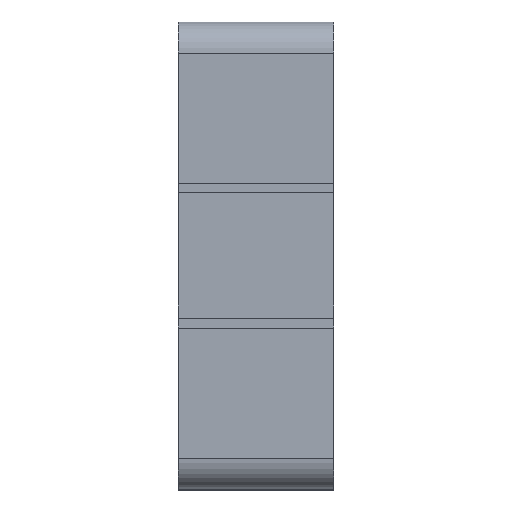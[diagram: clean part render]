
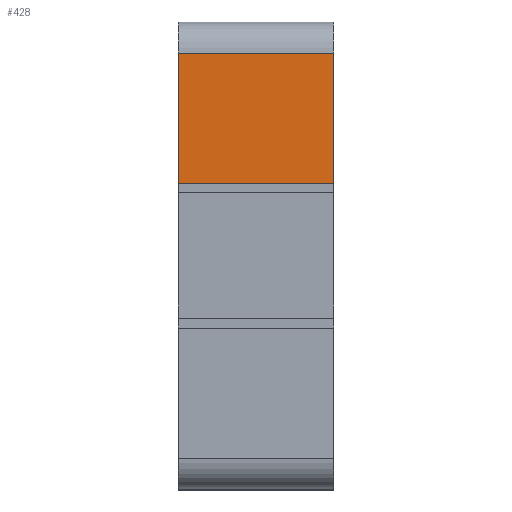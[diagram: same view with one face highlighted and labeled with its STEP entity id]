
A CAD part, top view. The second image highlights one B-rep face of the part: STEP entity #428.
In plain terms, the highlighted planar face has unit normal (0, 0, 1).
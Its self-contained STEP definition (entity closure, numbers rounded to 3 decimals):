
#1 = LINE ( 'NONE', #1450, #2009 ) ;
#147 = VECTOR ( 'NONE', #2666, 1000. ) ;
#220 = DIRECTION ( 'NONE',  ( -1., 0., 0. ) ) ;
#428 = ADVANCED_FACE ( 'NONE', ( #1435 ), #1214, .F. ) ;
#556 = EDGE_LOOP ( 'NONE', ( #1365, #2752, #1242, #3046 ) ) ;
#595 = DIRECTION ( 'NONE',  ( 0., 0., -1. ) ) ;
#910 = CARTESIAN_POINT ( 'NONE',  ( 10., 13., 15. ) ) ;
#1080 = VECTOR ( 'NONE', #220, 1000. ) ;
#1200 = DIRECTION ( 'NONE',  ( -1., 0., 0. ) ) ;
#1202 = LINE ( 'NONE', #910, #3624 ) ;
#1214 = PLANE ( 'NONE',  #3094 ) ;
#1242 = ORIENTED_EDGE ( 'NONE', *, *, #2045, .F. ) ;
#1279 = VERTEX_POINT ( 'NONE', #3703 ) ;
#1292 = CARTESIAN_POINT ( 'NONE',  ( 0., 13., 15. ) ) ;
#1365 = ORIENTED_EDGE ( 'NONE', *, *, #1518, .T. ) ;
#1417 = VERTEX_POINT ( 'NONE', #3461 ) ;
#1420 = VERTEX_POINT ( 'NONE', #1984 ) ;
#1435 = FACE_OUTER_BOUND ( 'NONE', #556, .T. ) ;
#1450 = CARTESIAN_POINT ( 'NONE',  ( 0., 0., 15. ) ) ;
#1518 = EDGE_CURVE ( 'NONE', #2709, #1417, #1, .T. ) ;
#1752 = DIRECTION ( 'NONE',  ( 0., -1., 0. ) ) ;
#1910 = LINE ( 'NONE', #2930, #147 ) ;
#1984 = CARTESIAN_POINT ( 'NONE',  ( 10., 13., 15. ) ) ;
#2009 = VECTOR ( 'NONE', #1752, 1000. ) ;
#2045 = EDGE_CURVE ( 'NONE', #1420, #1279, #1910, .T. ) ;
#2367 = CARTESIAN_POINT ( 'NONE',  ( 10., 0., 15. ) ) ;
#2666 = DIRECTION ( 'NONE',  ( 0., -1., 0. ) ) ;
#2679 = DIRECTION ( 'NONE',  ( 0., 1., 0. ) ) ;
#2709 = VERTEX_POINT ( 'NONE', #1292 ) ;
#2752 = ORIENTED_EDGE ( 'NONE', *, *, #2910, .F. ) ;
#2910 = EDGE_CURVE ( 'NONE', #1279, #1417, #3678, .T. ) ;
#2930 = CARTESIAN_POINT ( 'NONE',  ( 10., 0., 15. ) ) ;
#3046 = ORIENTED_EDGE ( 'NONE', *, *, #3662, .T. ) ;
#3094 = AXIS2_PLACEMENT_3D ( 'NONE', #2367, #595, #2679 ) ;
#3461 = CARTESIAN_POINT ( 'NONE',  ( 0., 4.652, 15. ) ) ;
#3624 = VECTOR ( 'NONE', #1200, 1000. ) ;
#3662 = EDGE_CURVE ( 'NONE', #1420, #2709, #1202, .T. ) ;
#3678 = LINE ( 'NONE', #3754, #1080 ) ;
#3703 = CARTESIAN_POINT ( 'NONE',  ( 10., 4.652, 15. ) ) ;
#3754 = CARTESIAN_POINT ( 'NONE',  ( 10., 4.652, 15. ) ) ;
